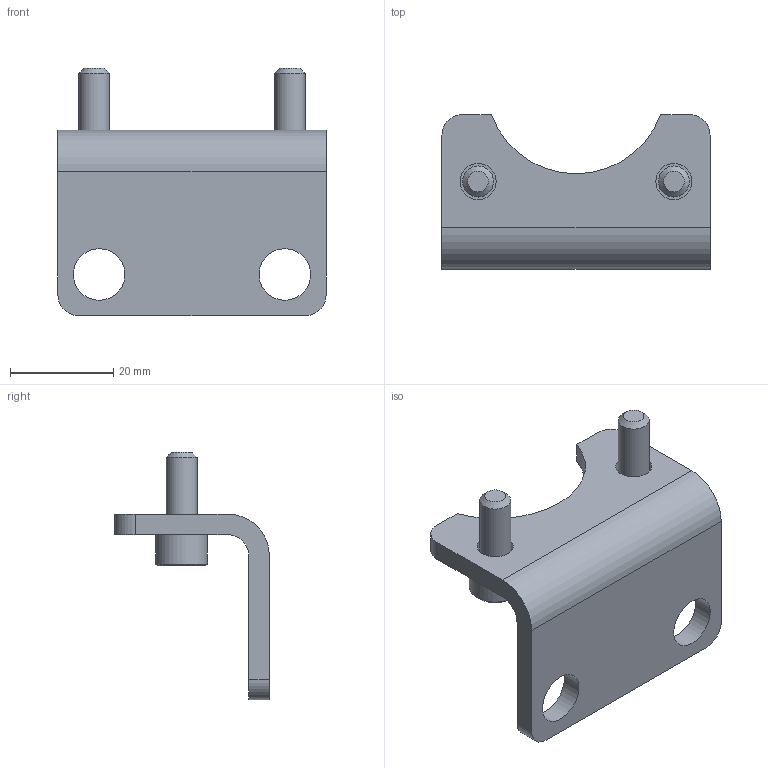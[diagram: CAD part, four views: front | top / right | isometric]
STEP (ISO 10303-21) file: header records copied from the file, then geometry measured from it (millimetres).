
FILE_DESCRIPTION((''),'2;1');
FILE_NAME('AF40X.stp','2014-09-25T15:19:56',('pc6'),(''),'Autodesk Inventor 2011','Autodesk Inventor 2011','');
FILE_SCHEMA(('AUTOMOTIVE_DESIGN { 1 0 10303 214 1 1 1 1 }'));
Length unit declared in the file: millimetre
Products named in the file (3): AF40X; AF40X_1; VM616
Assembly tree (3 placements, depth 2):
  AF40X
    AF40X_1
    VM616  x2
Bounding box: 52 x 30 x 48 mm (x, y, z)
Volume: 11858.3 mm3; surface area: 7897.5 mm2
Topology: 3 solids, 3 shells, 62 faces, 154 edges, 100 vertices
Faces by surface type: plane 39, cylinder 15, cone 8
Full cylindrical faces by diameter (mm): 6 x2, 7 x2, 10 x4
Entity records: 1276 total; most frequent: CARTESIAN_POINT 231, DIRECTION 210, ORIENTED_EDGE 186, EDGE_CURVE 93, AXIS2_PLACEMENT_3D 82, VERTEX_POINT 67, EDGE_LOOP 60, VECTOR 46
